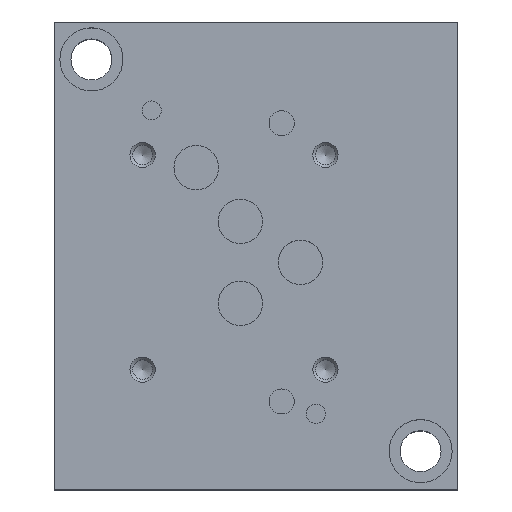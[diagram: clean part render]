
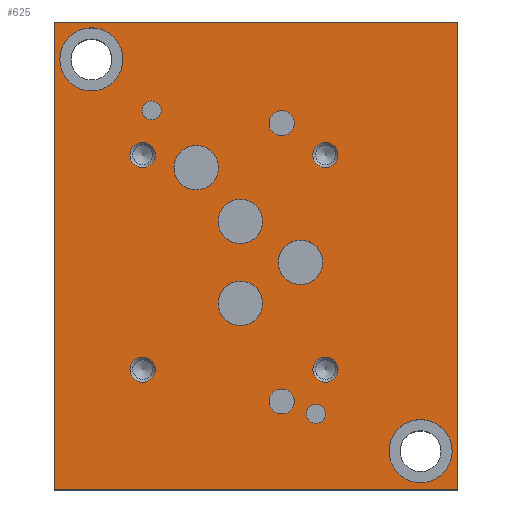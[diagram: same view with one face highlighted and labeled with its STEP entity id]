
A CAD part, top view. The second image highlights one B-rep face of the part: STEP entity #625.
In plain terms, the highlighted planar face has unit normal (0, 0, 1).
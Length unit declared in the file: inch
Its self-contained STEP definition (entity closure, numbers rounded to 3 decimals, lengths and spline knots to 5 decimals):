
#625 = ADVANCED_FACE( '', ( #1451, #1452, #1453, #1454, #1455, #1456, #1457, #1458, #1459, #1460, #1461, #1462, #1463, #1464, #1465 ), #1466, .F. );
#1451 = FACE_BOUND( '', #2488, .T. );
#1452 = FACE_BOUND( '', #2489, .T. );
#1453 = FACE_BOUND( '', #2490, .T. );
#1454 = FACE_BOUND( '', #2491, .T. );
#1455 = FACE_BOUND( '', #2492, .T. );
#1456 = FACE_BOUND( '', #2493, .T. );
#1457 = FACE_BOUND( '', #2494, .T. );
#1458 = FACE_BOUND( '', #2495, .T. );
#1459 = FACE_BOUND( '', #2496, .T. );
#1460 = FACE_BOUND( '', #2497, .T. );
#1461 = FACE_BOUND( '', #2498, .T. );
#1462 = FACE_BOUND( '', #2499, .T. );
#1463 = FACE_BOUND( '', #2500, .T. );
#1464 = FACE_BOUND( '', #2501, .T. );
#1465 = FACE_OUTER_BOUND( '', #2502, .T. );
#1466 = PLANE( '', #2503 );
#2488 = EDGE_LOOP( '', ( #4301 ) );
#2489 = EDGE_LOOP( '', ( #4302 ) );
#2490 = EDGE_LOOP( '', ( #4303 ) );
#2491 = EDGE_LOOP( '', ( #4304 ) );
#2492 = EDGE_LOOP( '', ( #4305 ) );
#2493 = EDGE_LOOP( '', ( #4306 ) );
#2494 = EDGE_LOOP( '', ( #4307 ) );
#2495 = EDGE_LOOP( '', ( #4308 ) );
#2496 = EDGE_LOOP( '', ( #4309 ) );
#2497 = EDGE_LOOP( '', ( #4310 ) );
#2498 = EDGE_LOOP( '', ( #4311 ) );
#2499 = EDGE_LOOP( '', ( #4312 ) );
#2500 = EDGE_LOOP( '', ( #4313 ) );
#2501 = EDGE_LOOP( '', ( #4314 ) );
#2502 = EDGE_LOOP( '', ( #4315, #4316, #4317, #4318 ) );
#2503 = AXIS2_PLACEMENT_3D( '', #4319, #4320, #4321 );
#4301 = ORIENTED_EDGE( '', *, *, #6331, .T. );
#4302 = ORIENTED_EDGE( '', *, *, #5801, .T. );
#4303 = ORIENTED_EDGE( '', *, *, #6332, .F. );
#4304 = ORIENTED_EDGE( '', *, *, #6333, .F. );
#4305 = ORIENTED_EDGE( '', *, *, #6334, .F. );
#4306 = ORIENTED_EDGE( '', *, *, #5726, .F. );
#4307 = ORIENTED_EDGE( '', *, *, #6335, .F. );
#4308 = ORIENTED_EDGE( '', *, *, #6336, .F. );
#4309 = ORIENTED_EDGE( '', *, *, #6337, .F. );
#4310 = ORIENTED_EDGE( '', *, *, #6338, .F. );
#4311 = ORIENTED_EDGE( '', *, *, #6339, .F. );
#4312 = ORIENTED_EDGE( '', *, *, #6304, .F. );
#4313 = ORIENTED_EDGE( '', *, *, #6214, .F. );
#4314 = ORIENTED_EDGE( '', *, *, #6340, .F. );
#4315 = ORIENTED_EDGE( '', *, *, #6341, .T. );
#4316 = ORIENTED_EDGE( '', *, *, #6044, .F. );
#4317 = ORIENTED_EDGE( '', *, *, #6342, .F. );
#4318 = ORIENTED_EDGE( '', *, *, #6190, .T. );
#4319 = CARTESIAN_POINT( '', ( 4., 4.63, 3. ) );
#4320 = DIRECTION( '', ( 0., 0., -1. ) );
#4321 = DIRECTION( '', ( -1., 0., 0. ) );
#5726 = EDGE_CURVE( '', #6797, #6797, #6798, .T. );
#5801 = EDGE_CURVE( '', #6925, #6925, #6926, .T. );
#6044 = EDGE_CURVE( '', #7330, #7328, #7332, .T. );
#6190 = EDGE_CURVE( '', #7565, #7563, #7566, .T. );
#6214 = EDGE_CURVE( '', #7600, #7600, #7601, .T. );
#6304 = EDGE_CURVE( '', #7726, #7726, #7727, .T. );
#6331 = EDGE_CURVE( '', #7758, #7758, #7759, .T. );
#6332 = EDGE_CURVE( '', #7760, #7760, #7761, .T. );
#6333 = EDGE_CURVE( '', #7762, #7762, #7763, .T. );
#6334 = EDGE_CURVE( '', #7764, #7764, #7765, .T. );
#6335 = EDGE_CURVE( '', #7766, #7766, #7767, .T. );
#6336 = EDGE_CURVE( '', #7768, #7768, #7769, .T. );
#6337 = EDGE_CURVE( '', #7770, #7770, #7771, .T. );
#6338 = EDGE_CURVE( '', #7772, #7772, #7773, .T. );
#6339 = EDGE_CURVE( '', #7774, #7774, #7775, .T. );
#6340 = EDGE_CURVE( '', #7776, #7776, #7777, .T. );
#6341 = EDGE_CURVE( '', #7563, #7328, #7778, .T. );
#6342 = EDGE_CURVE( '', #7565, #7330, #7779, .T. );
#6797 = VERTEX_POINT( '', #8345 );
#6798 = CIRCLE( '', #8346, 0.125 );
#6925 = VERTEX_POINT( '', #8524 );
#6926 = CIRCLE( '', #8525, 0.3125 );
#7328 = VERTEX_POINT( '', #9078 );
#7330 = VERTEX_POINT( '', #9081 );
#7332 = LINE( '', #9084, #9085 );
#7563 = VERTEX_POINT( '', #9396 );
#7565 = VERTEX_POINT( '', #9399 );
#7566 = LINE( '', #9400, #9401 );
#7600 = VERTEX_POINT( '', #9448 );
#7601 = CIRCLE( '', #9449, 0.2205 );
#7726 = VERTEX_POINT( '', #9620 );
#7727 = CIRCLE( '', #9621, 0.2205 );
#7758 = VERTEX_POINT( '', #9665 );
#7759 = CIRCLE( '', #9666, 0.3125 );
#7760 = VERTEX_POINT( '', #9667 );
#7761 = CIRCLE( '', #9668, 0.125 );
#7762 = VERTEX_POINT( '', #9669 );
#7763 = CIRCLE( '', #9670, 0.125 );
#7764 = VERTEX_POINT( '', #9671 );
#7765 = CIRCLE( '', #9672, 0.125 );
#7766 = VERTEX_POINT( '', #9673 );
#7767 = CIRCLE( '', #9674, 0.124 );
#7768 = VERTEX_POINT( '', #9675 );
#7769 = CIRCLE( '', #9676, 0.124 );
#7770 = VERTEX_POINT( '', #9677 );
#7771 = CIRCLE( '', #9678, 0.0945 );
#7772 = VERTEX_POINT( '', #9679 );
#7773 = CIRCLE( '', #9680, 0.0945 );
#7774 = VERTEX_POINT( '', #9681 );
#7775 = CIRCLE( '', #9682, 0.2205 );
#7776 = VERTEX_POINT( '', #9683 );
#7777 = CIRCLE( '', #9684, 0.2205 );
#7778 = LINE( '', #9685, #9686 );
#7779 = LINE( '', #9687, #9688 );
#8345 = CARTESIAN_POINT( '', ( 2.813, 3.313, 3. ) );
#8346 = AXIS2_PLACEMENT_3D( '', #10338, #10339, #10340 );
#8524 = CARTESIAN_POINT( '', ( 0.0575, 4.26, 3. ) );
#8525 = AXIS2_PLACEMENT_3D( '', #10413, #10414, #10415 );
#9078 = CARTESIAN_POINT( '', ( 0., 0., 3. ) );
#9081 = CARTESIAN_POINT( '', ( 4., 0., 3. ) );
#9084 = CARTESIAN_POINT( '', ( 4., 0., 3. ) );
#9085 = VECTOR( '', #10689, 39.37008 );
#9396 = CARTESIAN_POINT( '', ( 0., 4.63, 3. ) );
#9399 = CARTESIAN_POINT( '', ( 4., 4.63, 3. ) );
#9400 = CARTESIAN_POINT( '', ( 4., 4.63, 3. ) );
#9401 = VECTOR( '', #10852, 39.37008 );
#9448 = CARTESIAN_POINT( '', ( 1.6285, 3.187, 3. ) );
#9449 = AXIS2_PLACEMENT_3D( '', #10881, #10882, #10883 );
#9620 = CARTESIAN_POINT( '', ( 2.0655, 2.655, 3. ) );
#9621 = AXIS2_PLACEMENT_3D( '', #10981, #10982, #10983 );
#9665 = CARTESIAN_POINT( '', ( 3.3175, 0.38, 3. ) );
#9666 = AXIS2_PLACEMENT_3D( '', #11012, #11013, #11014 );
#9667 = CARTESIAN_POINT( '', ( 1.002, 3.313, 3. ) );
#9668 = AXIS2_PLACEMENT_3D( '', #11015, #11016, #11017 );
#9669 = CARTESIAN_POINT( '', ( 1.002, 1.187, 3. ) );
#9670 = AXIS2_PLACEMENT_3D( '', #11018, #11019, #11020 );
#9671 = CARTESIAN_POINT( '', ( 2.813, 1.187, 3. ) );
#9672 = AXIS2_PLACEMENT_3D( '', #11021, #11022, #11023 );
#9673 = CARTESIAN_POINT( '', ( 2.379, 0.872, 3. ) );
#9674 = AXIS2_PLACEMENT_3D( '', #11024, #11025, #11026 );
#9675 = CARTESIAN_POINT( '', ( 2.379, 3.628, 3. ) );
#9676 = AXIS2_PLACEMENT_3D( '', #11027, #11028, #11029 );
#9677 = CARTESIAN_POINT( '', ( 1.0615, 3.754, 3. ) );
#9678 = AXIS2_PLACEMENT_3D( '', #11030, #11031, #11032 );
#9679 = CARTESIAN_POINT( '', ( 2.6875, 0.75, 3. ) );
#9680 = AXIS2_PLACEMENT_3D( '', #11033, #11034, #11035 );
#9681 = CARTESIAN_POINT( '', ( 2.0655, 1.844, 3. ) );
#9682 = AXIS2_PLACEMENT_3D( '', #11036, #11037, #11038 );
#9683 = CARTESIAN_POINT( '', ( 2.6605, 2.25, 3. ) );
#9684 = AXIS2_PLACEMENT_3D( '', #11039, #11040, #11041 );
#9685 = CARTESIAN_POINT( '', ( 0., 4.63, 3. ) );
#9686 = VECTOR( '', #11042, 39.37008 );
#9687 = CARTESIAN_POINT( '', ( 4., 4.63, 3. ) );
#9688 = VECTOR( '', #11043, 39.37008 );
#10338 = CARTESIAN_POINT( '', ( 2.688, 3.313, 3. ) );
#10339 = DIRECTION( '', ( 0., 0., 1. ) );
#10340 = DIRECTION( '', ( 1., 0., 0. ) );
#10413 = CARTESIAN_POINT( '', ( 0.37, 4.26, 3. ) );
#10414 = DIRECTION( '', ( 0., 0., -1. ) );
#10415 = DIRECTION( '', ( -1., 0., 0. ) );
#10689 = DIRECTION( '', ( -1., 0., 0. ) );
#10852 = DIRECTION( '', ( -1., 0., 0. ) );
#10881 = CARTESIAN_POINT( '', ( 1.408, 3.187, 3. ) );
#10882 = DIRECTION( '', ( 0., 0., 1. ) );
#10883 = DIRECTION( '', ( 1., 0., 0. ) );
#10981 = CARTESIAN_POINT( '', ( 1.845, 2.655, 3. ) );
#10982 = DIRECTION( '', ( 0., 0., 1. ) );
#10983 = DIRECTION( '', ( 1., 0., 0. ) );
#11012 = CARTESIAN_POINT( '', ( 3.63, 0.38, 3. ) );
#11013 = DIRECTION( '', ( 0., 0., -1. ) );
#11014 = DIRECTION( '', ( -1., 0., 0. ) );
#11015 = CARTESIAN_POINT( '', ( 0.877, 3.313, 3. ) );
#11016 = DIRECTION( '', ( 0., 0., 1. ) );
#11017 = DIRECTION( '', ( 1., 0., 0. ) );
#11018 = CARTESIAN_POINT( '', ( 0.877, 1.187, 3. ) );
#11019 = DIRECTION( '', ( 0., 0., 1. ) );
#11020 = DIRECTION( '', ( 1., 0., 0. ) );
#11021 = CARTESIAN_POINT( '', ( 2.688, 1.187, 3. ) );
#11022 = DIRECTION( '', ( 0., 0., 1. ) );
#11023 = DIRECTION( '', ( 1., 0., 0. ) );
#11024 = CARTESIAN_POINT( '', ( 2.255, 0.872, 3. ) );
#11025 = DIRECTION( '', ( 0., 0., 1. ) );
#11026 = DIRECTION( '', ( 1., 0., 0. ) );
#11027 = CARTESIAN_POINT( '', ( 2.255, 3.628, 3. ) );
#11028 = DIRECTION( '', ( 0., 0., 1. ) );
#11029 = DIRECTION( '', ( 1., 0., 0. ) );
#11030 = CARTESIAN_POINT( '', ( 0.967, 3.754, 3. ) );
#11031 = DIRECTION( '', ( 0., 0., 1. ) );
#11032 = DIRECTION( '', ( 1., 0., 0. ) );
#11033 = CARTESIAN_POINT( '', ( 2.593, 0.75, 3. ) );
#11034 = DIRECTION( '', ( 0., 0., 1. ) );
#11035 = DIRECTION( '', ( 1., 0., 0. ) );
#11036 = CARTESIAN_POINT( '', ( 1.845, 1.844, 3. ) );
#11037 = DIRECTION( '', ( 0., 0., 1. ) );
#11038 = DIRECTION( '', ( 1., 0., 0. ) );
#11039 = CARTESIAN_POINT( '', ( 2.44, 2.25, 3. ) );
#11040 = DIRECTION( '', ( 0., 0., 1. ) );
#11041 = DIRECTION( '', ( 1., 0., 0. ) );
#11042 = DIRECTION( '', ( 0., -1., 0. ) );
#11043 = DIRECTION( '', ( 0., -1., 0. ) );
